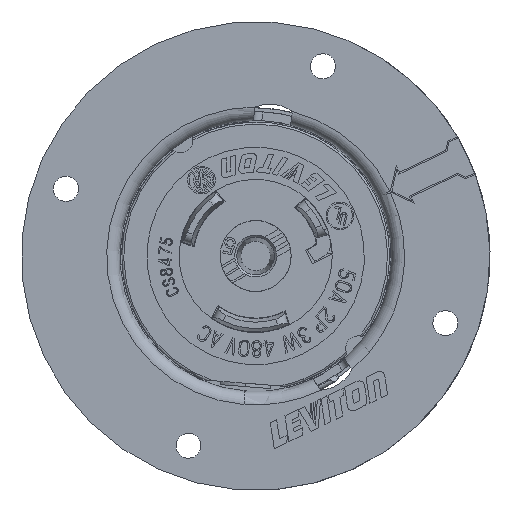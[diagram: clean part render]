
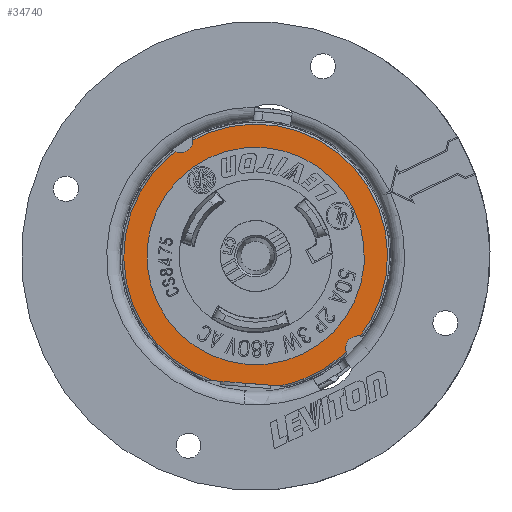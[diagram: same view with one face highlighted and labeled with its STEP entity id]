
A CAD part, left-side view. The second image highlights one B-rep face of the part: STEP entity #34740.
In plain terms, the highlighted planar face has unit normal (-1, 0, 0).
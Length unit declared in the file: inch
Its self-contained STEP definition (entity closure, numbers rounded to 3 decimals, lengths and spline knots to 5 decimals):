
#1331 = ORIENTED_EDGE ( 'NONE', *, *, #23848, .F. ) ;
#1626 = VECTOR ( 'NONE', #4299, 39.37008 ) ;
#1920 = DIRECTION ( 'NONE',  ( -1., 0., 0. ) ) ;
#2424 = VERTEX_POINT ( 'NONE', #25829 ) ;
#2639 = EDGE_CURVE ( 'NONE', #38907, #2424, #35564, .T. ) ;
#4299 = DIRECTION ( 'NONE',  ( 0., -0.997, -0.078 ) ) ;
#5394 = CARTESIAN_POINT ( 'NONE',  ( 0., -0.05512, -0.96354 ) ) ;
#6658 = EDGE_CURVE ( 'NONE', #39355, #15871, #26748, .T. ) ;
#7414 = AXIS2_PLACEMENT_3D ( 'NONE', #10567, #46410, #14320 ) ;
#9006 = DIRECTION ( 'NONE',  ( 0., -0.358, -0.934 ) ) ;
#10567 = CARTESIAN_POINT ( 'NONE',  ( 0., 0.80174, 0.54776 ) ) ;
#11524 = DIRECTION ( 'NONE',  ( -1., 0., 0. ) ) ;
#11673 = CIRCLE ( 'NONE', #22121, 0.985 ) ;
#12328 = LINE ( 'NONE', #36502, #1626 ) ;
#12501 = AXIS2_PLACEMENT_3D ( 'NONE', #44445, #1920, #9006 ) ;
#12949 = LINE ( 'NONE', #27048, #23914 ) ;
#13247 = ORIENTED_EDGE ( 'NONE', *, *, #2639, .T. ) ;
#13390 = PLANE ( 'NONE',  #7414 ) ;
#13720 = CARTESIAN_POINT ( 'NONE',  ( 0., 0.35299, 0.91632 ) ) ;
#14320 = DIRECTION ( 'NONE',  ( 0., -0.358, -0.934 ) ) ;
#14553 = VERTEX_POINT ( 'NONE', #17196 ) ;
#14560 = EDGE_LOOP ( 'NONE', ( #43234, #1331, #41587, #24684, #13247, #25228 ) ) ;
#15871 = VERTEX_POINT ( 'NONE', #23649 ) ;
#17196 = CARTESIAN_POINT ( 'NONE',  ( 0., 0.45992, -0.67245 ) ) ;
#17378 = FACE_OUTER_BOUND ( 'NONE', #14560, .T. ) ;
#17561 = CARTESIAN_POINT ( 'NONE',  ( 0., 0., -0.00326 ) ) ;
#18792 = ORIENTED_EDGE ( 'NONE', *, *, #33336, .F. ) ;
#19745 = EDGE_CURVE ( 'NONE', #2424, #39355, #11673, .T. ) ;
#21369 = AXIS2_PLACEMENT_3D ( 'NONE', #35737, #32230, #43021 ) ;
#21708 = DIRECTION ( 'NONE',  ( 0., 0.566, -0.824 ) ) ;
#22121 = AXIS2_PLACEMENT_3D ( 'NONE', #17561, #39088, #34028 ) ;
#22134 = EDGE_CURVE ( 'NONE', #38907, #35199, #43962, .T. ) ;
#22278 = CARTESIAN_POINT ( 'NONE',  ( 0., 0., -0.00326 ) ) ;
#22280 = CIRCLE ( 'NONE', #35707, 0.812 ) ;
#23649 = CARTESIAN_POINT ( 'NONE',  ( 0., 0.32303, -0.93378 ) ) ;
#23848 = EDGE_CURVE ( 'NONE', #42252, #15871, #12949, .T. ) ;
#23914 = VECTOR ( 'NONE', #38027, 39.37008 ) ;
#24113 = VERTEX_POINT ( 'NONE', #29553 ) ;
#24684 = ORIENTED_EDGE ( 'NONE', *, *, #22134, .F. ) ;
#25029 = CARTESIAN_POINT ( 'NONE',  ( 0., 0., -0.00326 ) ) ;
#25228 = ORIENTED_EDGE ( 'NONE', *, *, #19745, .T. ) ;
#25829 = CARTESIAN_POINT ( 'NONE',  ( 0., -0.35299, -0.92283 ) ) ;
#26748 = CIRCLE ( 'NONE', #12501, 0.985 ) ;
#27048 = CARTESIAN_POINT ( 'NONE',  ( 0., -0.37838, -0.98898 ) ) ;
#28070 = CARTESIAN_POINT ( 'NONE',  ( 0., 0.20466, -0.9431 ) ) ;
#29470 = VECTOR ( 'NONE', #33166, 39.37008 ) ;
#29553 = CARTESIAN_POINT ( 'NONE',  ( 0., -0.45992, 0.66593 ) ) ;
#29727 = EDGE_CURVE ( 'NONE', #14553, #24113, #36504, .T. ) ;
#32223 = CARTESIAN_POINT ( 'NONE',  ( 0., -0.17349, -0.97286 ) ) ;
#32230 = DIRECTION ( 'NONE',  ( -1., 0., 0. ) ) ;
#32598 = DIRECTION ( 'NONE',  ( 0., 0.566, -0.824 ) ) ;
#33166 = DIRECTION ( 'NONE',  ( 0., 0.997, 0.078 ) ) ;
#33336 = EDGE_CURVE ( 'NONE', #24113, #14553, #22280, .T. ) ;
#34028 = DIRECTION ( 'NONE',  ( 0., -0.358, -0.934 ) ) ;
#34740 = ADVANCED_FACE ( 'NONE', ( #42004, #17378 ), #13390, .T. ) ;
#35199 = VERTEX_POINT ( 'NONE', #5394 ) ;
#35564 = CIRCLE ( 'NONE', #21369, 0.985 ) ;
#35707 = AXIS2_PLACEMENT_3D ( 'NONE', #25029, #39532, #21708 ) ;
#35737 = CARTESIAN_POINT ( 'NONE',  ( 0., 0., -0.00326 ) ) ;
#36502 = CARTESIAN_POINT ( 'NONE',  ( 0., -0.37838, -0.98898 ) ) ;
#36504 = CIRCLE ( 'NONE', #42474, 0.812 ) ;
#36606 = ORIENTED_EDGE ( 'NONE', *, *, #29727, .F. ) ;
#38027 = DIRECTION ( 'NONE',  ( 0., 0.997, 0.078 ) ) ;
#38907 = VERTEX_POINT ( 'NONE', #32223 ) ;
#39088 = DIRECTION ( 'NONE',  ( -1., 0., 0. ) ) ;
#39355 = VERTEX_POINT ( 'NONE', #13720 ) ;
#39532 = DIRECTION ( 'NONE',  ( -1., 0., 0. ) ) ;
#41587 = ORIENTED_EDGE ( 'NONE', *, *, #44694, .T. ) ;
#42004 = FACE_BOUND ( 'NONE', #44291, .T. ) ;
#42252 = VERTEX_POINT ( 'NONE', #28070 ) ;
#42474 = AXIS2_PLACEMENT_3D ( 'NONE', #22278, #11524, #32598 ) ;
#43021 = DIRECTION ( 'NONE',  ( 0., -0.358, -0.934 ) ) ;
#43234 = ORIENTED_EDGE ( 'NONE', *, *, #6658, .T. ) ;
#43510 = CARTESIAN_POINT ( 'NONE',  ( 0., -0.37838, -0.98898 ) ) ;
#43962 = LINE ( 'NONE', #43510, #29470 ) ;
#44291 = EDGE_LOOP ( 'NONE', ( #18792, #36606 ) ) ;
#44445 = CARTESIAN_POINT ( 'NONE',  ( 0., 0., -0.00326 ) ) ;
#44694 = EDGE_CURVE ( 'NONE', #42252, #35199, #12328, .T. ) ;
#46410 = DIRECTION ( 'NONE',  ( -1., 0., 0. ) ) ;
